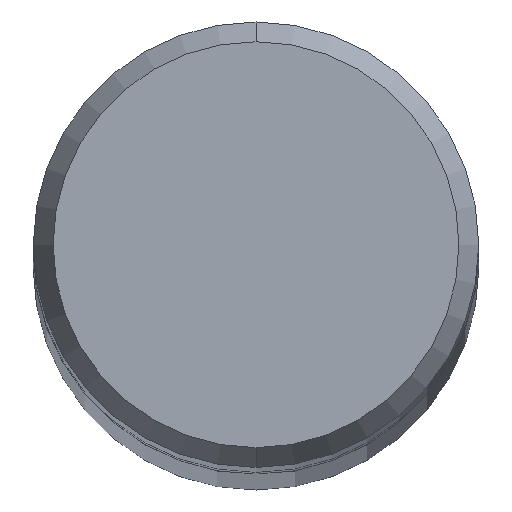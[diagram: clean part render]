
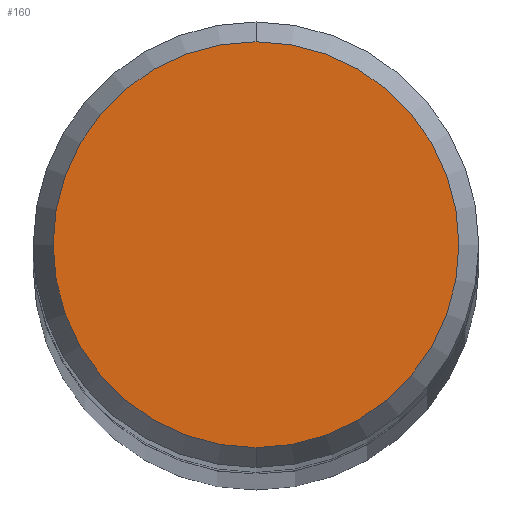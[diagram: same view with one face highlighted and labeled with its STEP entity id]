
A CAD part, top view. The second image highlights one B-rep face of the part: STEP entity #160.
In plain terms, the highlighted planar face has unit normal (0, 0, 1).
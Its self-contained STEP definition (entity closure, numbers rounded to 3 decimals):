
#128=VERTEX_POINT('',#277);
#160=ADVANCED_FACE('',(#316),#317,.T.);
#164=VERTEX_POINT('',#321);
#190=EDGE_CURVE('',#128,#164,#350,.T.);
#214=EDGE_CURVE('',#164,#128,#375,.T.);
#277=CARTESIAN_POINT('',(0.,-4.698,0.0));
#316=FACE_OUTER_BOUND('',#493,.T.);
#317=PLANE('',#494);
#321=CARTESIAN_POINT('',(0.0,4.698,0.0));
#350=CIRCLE('',#535,4.698);
#375=CIRCLE('',#564,4.698);
#493=EDGE_LOOP('',(#681,#682));
#494=AXIS2_PLACEMENT_3D('',#683,#684,#685);
#535=AXIS2_PLACEMENT_3D('',#725,#726,#727);
#564=AXIS2_PLACEMENT_3D('',#743,#744,#745);
#681=ORIENTED_EDGE('',*,*,#214,.F.);
#682=ORIENTED_EDGE('',*,*,#190,.F.);
#683=CARTESIAN_POINT('',(0.0,2.349,0.0));
#684=DIRECTION('',(-0.0,0.0,1.0));
#685=DIRECTION('',(0.0,-1.0,0.0));
#725=CARTESIAN_POINT('',(0.0,0.0,0.0));
#726=DIRECTION('',(0.0,0.0,-1.0));
#727=DIRECTION('',(0.0,1.0,0.0));
#743=CARTESIAN_POINT('',(0.0,0.0,0.0));
#744=DIRECTION('',(0.0,0.0,-1.0));
#745=DIRECTION('',(0.0,1.0,0.0));
